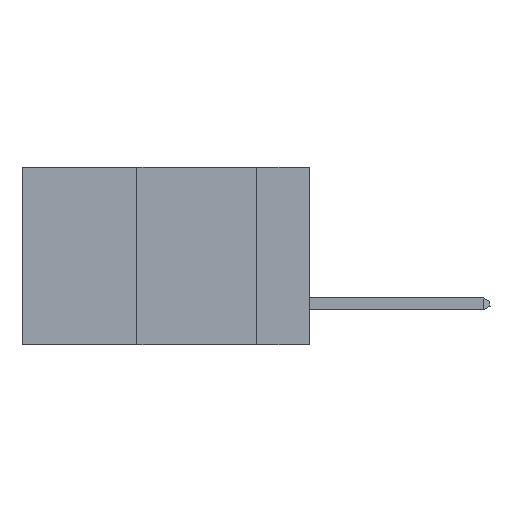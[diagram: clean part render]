
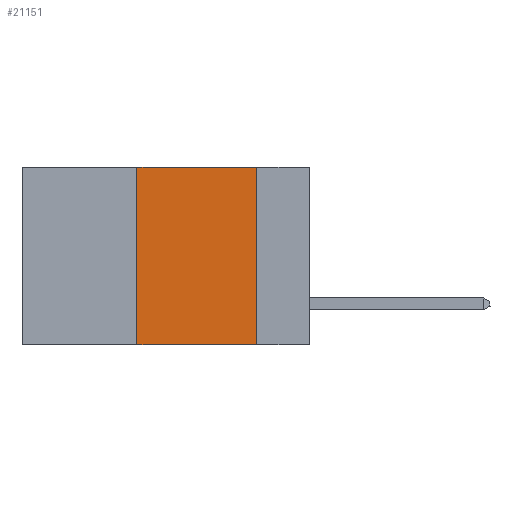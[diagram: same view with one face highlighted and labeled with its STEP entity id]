
A CAD part, left-side view. The second image highlights one B-rep face of the part: STEP entity #21151.
In plain terms, the highlighted planar face has unit normal (-1, 0, 0).
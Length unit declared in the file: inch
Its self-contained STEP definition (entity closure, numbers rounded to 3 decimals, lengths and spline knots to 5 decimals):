
#244 = PLANE ( 'NONE',  #14917 ) ;
#2113 = CARTESIAN_POINT ( 'NONE',  ( 0., 0.11, 0. ) ) ;
#2481 = VECTOR ( 'NONE', #17021, 39.37008 ) ;
#4167 = LINE ( 'NONE', #20950, #14182 ) ;
#5213 = CARTESIAN_POINT ( 'NONE',  ( 0., 0.6, 0. ) ) ;
#6539 = VECTOR ( 'NONE', #11456, 39.37008 ) ;
#7040 = VERTEX_POINT ( 'NONE', #13636 ) ;
#8362 = DIRECTION ( 'NONE',  ( 1., 0., 0. ) ) ;
#8683 = EDGE_CURVE ( 'NONE', #7040, #9223, #16958, .T. ) ;
#8971 = ORIENTED_EDGE ( 'NONE', *, *, #15737, .F. ) ;
#9223 = VERTEX_POINT ( 'NONE', #2113 ) ;
#9386 = ORIENTED_EDGE ( 'NONE', *, *, #10540, .F. ) ;
#9917 = ORIENTED_EDGE ( 'NONE', *, *, #8683, .F. ) ;
#10242 = LINE ( 'NONE', #18240, #6539 ) ;
#10540 = EDGE_CURVE ( 'NONE', #9223, #17077, #13163, .T. ) ;
#10990 = EDGE_CURVE ( 'NONE', #16404, #17077, #10242, .T. ) ;
#11175 = CARTESIAN_POINT ( 'NONE',  ( 0., 0.36, -0.37 ) ) ;
#11456 = DIRECTION ( 'NONE',  ( 0., -1., 0. ) ) ;
#12097 = CARTESIAN_POINT ( 'NONE',  ( 0., 0.11, -0.37 ) ) ;
#13076 = FACE_OUTER_BOUND ( 'NONE', #16893, .T. ) ;
#13163 = LINE ( 'NONE', #15656, #20569 ) ;
#13636 = CARTESIAN_POINT ( 'NONE',  ( 0., 0.36, 0. ) ) ;
#13690 = CARTESIAN_POINT ( 'NONE',  ( 0., 0.6, 0. ) ) ;
#14182 = VECTOR ( 'NONE', #17626, 39.37008 ) ;
#14917 = AXIS2_PLACEMENT_3D ( 'NONE', #5213, #8362, #15067 ) ;
#15067 = DIRECTION ( 'NONE',  ( 0., 0., -1. ) ) ;
#15656 = CARTESIAN_POINT ( 'NONE',  ( 0., 0.11, 0. ) ) ;
#15737 = EDGE_CURVE ( 'NONE', #16404, #7040, #4167, .T. ) ;
#16253 = ORIENTED_EDGE ( 'NONE', *, *, #10990, .T. ) ;
#16404 = VERTEX_POINT ( 'NONE', #11175 ) ;
#16893 = EDGE_LOOP ( 'NONE', ( #9386, #9917, #8971, #16253 ) ) ;
#16958 = LINE ( 'NONE', #13690, #2481 ) ;
#17021 = DIRECTION ( 'NONE',  ( 0., -1., 0. ) ) ;
#17077 = VERTEX_POINT ( 'NONE', #12097 ) ;
#17626 = DIRECTION ( 'NONE',  ( 0., 0., 1. ) ) ;
#18240 = CARTESIAN_POINT ( 'NONE',  ( 0., 0.6, -0.37 ) ) ;
#19069 = DIRECTION ( 'NONE',  ( 0., 0., -1. ) ) ;
#20569 = VECTOR ( 'NONE', #19069, 39.37008 ) ;
#20950 = CARTESIAN_POINT ( 'NONE',  ( 0., 0.36, 0. ) ) ;
#21151 = ADVANCED_FACE ( 'NONE', ( #13076 ), #244, .F. ) ;
